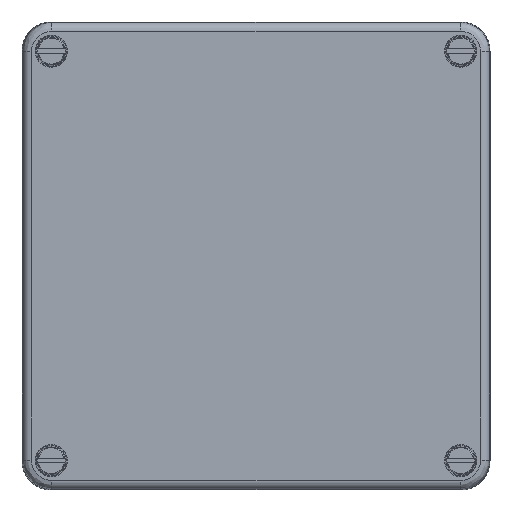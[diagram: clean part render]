
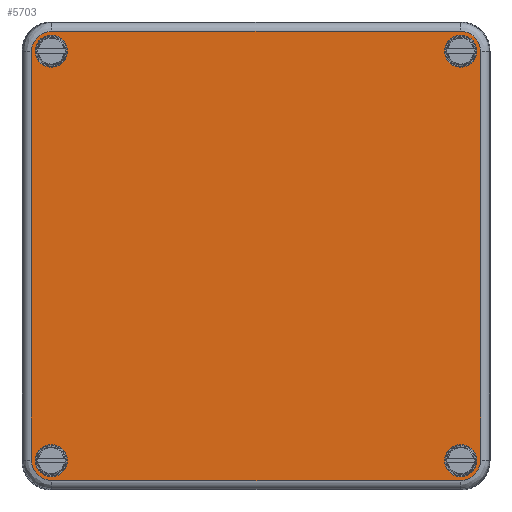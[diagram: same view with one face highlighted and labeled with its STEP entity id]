
A CAD part, top view. The second image highlights one B-rep face of the part: STEP entity #5703.
In plain terms, the highlighted face is planar.
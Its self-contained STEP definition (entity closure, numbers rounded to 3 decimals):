
#4752=CARTESIAN_POINT('',(43.754,22.877,0.));
#4753=VERTEX_POINT('',#4752);
#4754=CARTESIAN_POINT('',(43.204,22.877,0.));
#4755=DIRECTION('',(0.0,0.0,1.0));
#4756=DIRECTION('',(-1.0,0.0,0.0));
#4757=AXIS2_PLACEMENT_3D('',#4754,#4755,#4756);
#4758=CIRCLE('',#4757,0.55);
#4759=EDGE_CURVE('',#4753,#4753,#4758,.T.);
#4836=CARTESIAN_POINT('',(57.754,22.877,0.));
#4837=VERTEX_POINT('',#4836);
#4838=CARTESIAN_POINT('',(57.204,22.877,0.));
#4839=DIRECTION('',(0.0,0.0,1.0));
#4840=DIRECTION('',(-1.0,0.0,0.0));
#4841=AXIS2_PLACEMENT_3D('',#4838,#4839,#4840);
#4842=CIRCLE('',#4841,0.55);
#4843=EDGE_CURVE('',#4837,#4837,#4842,.T.);
#4920=CARTESIAN_POINT('',(43.754,36.877,0.));
#4921=VERTEX_POINT('',#4920);
#4922=CARTESIAN_POINT('',(43.204,36.877,0.));
#4923=DIRECTION('',(0.0,0.0,1.0));
#4924=DIRECTION('',(-1.0,0.0,0.0));
#4925=AXIS2_PLACEMENT_3D('',#4922,#4923,#4924);
#4926=CIRCLE('',#4925,0.55);
#4927=EDGE_CURVE('',#4921,#4921,#4926,.T.);
#5004=CARTESIAN_POINT('',(57.754,36.877,0.));
#5005=VERTEX_POINT('',#5004);
#5006=CARTESIAN_POINT('',(57.204,36.877,0.));
#5007=DIRECTION('',(0.0,0.0,1.0));
#5008=DIRECTION('',(-1.0,0.0,0.0));
#5009=AXIS2_PLACEMENT_3D('',#5006,#5007,#5008);
#5010=CIRCLE('',#5009,0.55);
#5011=EDGE_CURVE('',#5005,#5005,#5010,.T.);
#5088=CARTESIAN_POINT('',(57.183,22.199,0.0));
#5089=VERTEX_POINT('',#5088);
#5107=CARTESIAN_POINT('',(43.225,22.199,0.0));
#5108=VERTEX_POINT('',#5107);
#5116=CARTESIAN_POINT('',(43.225,22.199,0.0));
#5117=DIRECTION('',(1.0,0.0,0.0));
#5118=VECTOR('',#5117,13.958);
#5119=LINE('',#5116,#5118);
#5120=EDGE_CURVE('',#5108,#5089,#5119,.T.);
#5186=CARTESIAN_POINT('',(57.882,22.899,0.0));
#5187=VERTEX_POINT('',#5186);
#5205=CARTESIAN_POINT('',(57.182,22.899,0.0));
#5206=DIRECTION('',(0.0,0.0,1.));
#5207=DIRECTION('',(0.707,-0.707,0.0));
#5208=AXIS2_PLACEMENT_3D('',#5205,#5206,#5207);
#5209=ELLIPSE('',#5208,0.7,0.7);
#5210=EDGE_CURVE('',#5089,#5187,#5209,.T.);
#5278=CARTESIAN_POINT('',(42.525,22.899,0.));
#5279=VERTEX_POINT('',#5278);
#5287=CARTESIAN_POINT('',(43.225,22.899,0.0));
#5288=DIRECTION('',(0.0,0.0,1.));
#5289=DIRECTION('',(-0.707,-0.707,0.0));
#5290=AXIS2_PLACEMENT_3D('',#5287,#5288,#5289);
#5291=ELLIPSE('',#5290,0.7,0.7);
#5292=EDGE_CURVE('',#5279,#5108,#5291,.T.);
#5310=CARTESIAN_POINT('',(57.882,36.856,0.0));
#5311=VERTEX_POINT('',#5310);
#5328=CARTESIAN_POINT('',(57.882,22.899,0.0));
#5329=DIRECTION('',(0.0,1.0,0.0));
#5330=VECTOR('',#5329,13.958);
#5331=LINE('',#5328,#5330);
#5332=EDGE_CURVE('',#5187,#5311,#5331,.T.);
#5344=CARTESIAN_POINT('',(42.525,36.856,0.0));
#5345=VERTEX_POINT('',#5344);
#5353=CARTESIAN_POINT('',(42.525,36.856,0.0));
#5354=DIRECTION('',(0.0,-1.0,0.0));
#5355=VECTOR('',#5354,13.958);
#5356=LINE('',#5353,#5355);
#5357=EDGE_CURVE('',#5345,#5279,#5356,.T.);
#5430=CARTESIAN_POINT('',(57.183,37.556,0.0));
#5431=VERTEX_POINT('',#5430);
#5449=CARTESIAN_POINT('',(57.182,36.856,0.0));
#5450=DIRECTION('',(0.0,0.0,1.));
#5451=DIRECTION('',(0.707,0.707,0.0));
#5452=AXIS2_PLACEMENT_3D('',#5449,#5450,#5451);
#5453=ELLIPSE('',#5452,0.7,0.7);
#5454=EDGE_CURVE('',#5311,#5431,#5453,.T.);
#5522=CARTESIAN_POINT('',(43.225,37.556,0.));
#5523=VERTEX_POINT('',#5522);
#5531=CARTESIAN_POINT('',(43.225,36.856,0.0));
#5532=DIRECTION('',(0.0,0.0,1.));
#5533=DIRECTION('',(-0.707,0.707,0.0));
#5534=AXIS2_PLACEMENT_3D('',#5531,#5532,#5533);
#5535=ELLIPSE('',#5534,0.7,0.7);
#5536=EDGE_CURVE('',#5523,#5345,#5535,.T.);
#5555=CARTESIAN_POINT('',(57.183,37.556,0.0));
#5556=DIRECTION('',(-1.0,0.0,0.0));
#5557=VECTOR('',#5556,13.958);
#5558=LINE('',#5555,#5557);
#5559=EDGE_CURVE('',#5431,#5523,#5558,.T.);
#5676=CARTESIAN_POINT('',(50.204,29.877,0.0));
#5677=DIRECTION('',(0.0,0.0,1.0));
#5678=DIRECTION('',(1.0,0.0,0.0));
#5679=AXIS2_PLACEMENT_3D('',#5676,#5677,#5678);
#5680=PLANE('',#5679);
#5681=ORIENTED_EDGE('',*,*,#5120,.F.);
#5682=ORIENTED_EDGE('',*,*,#5292,.F.);
#5683=ORIENTED_EDGE('',*,*,#5357,.F.);
#5684=ORIENTED_EDGE('',*,*,#5536,.F.);
#5685=ORIENTED_EDGE('',*,*,#5559,.F.);
#5686=ORIENTED_EDGE('',*,*,#5454,.F.);
#5687=ORIENTED_EDGE('',*,*,#5332,.F.);
#5688=ORIENTED_EDGE('',*,*,#5210,.F.);
#5689=EDGE_LOOP('',(#5681,#5682,#5683,#5684,#5685,#5686,#5687,#5688));
#5690=FACE_OUTER_BOUND('',#5689,.T.);
#5691=ORIENTED_EDGE('',*,*,#4759,.T.);
#5692=EDGE_LOOP('',(#5691));
#5693=FACE_BOUND('',#5692,.T.);
#5694=ORIENTED_EDGE('',*,*,#4843,.T.);
#5695=EDGE_LOOP('',(#5694));
#5696=FACE_BOUND('',#5695,.T.);
#5697=ORIENTED_EDGE('',*,*,#4927,.T.);
#5698=EDGE_LOOP('',(#5697));
#5699=FACE_BOUND('',#5698,.T.);
#5700=ORIENTED_EDGE('',*,*,#5011,.T.);
#5701=EDGE_LOOP('',(#5700));
#5702=FACE_BOUND('',#5701,.T.);
#5703=ADVANCED_FACE('',(#5690,#5693,#5696,#5699,#5702),#5680,.F.);
